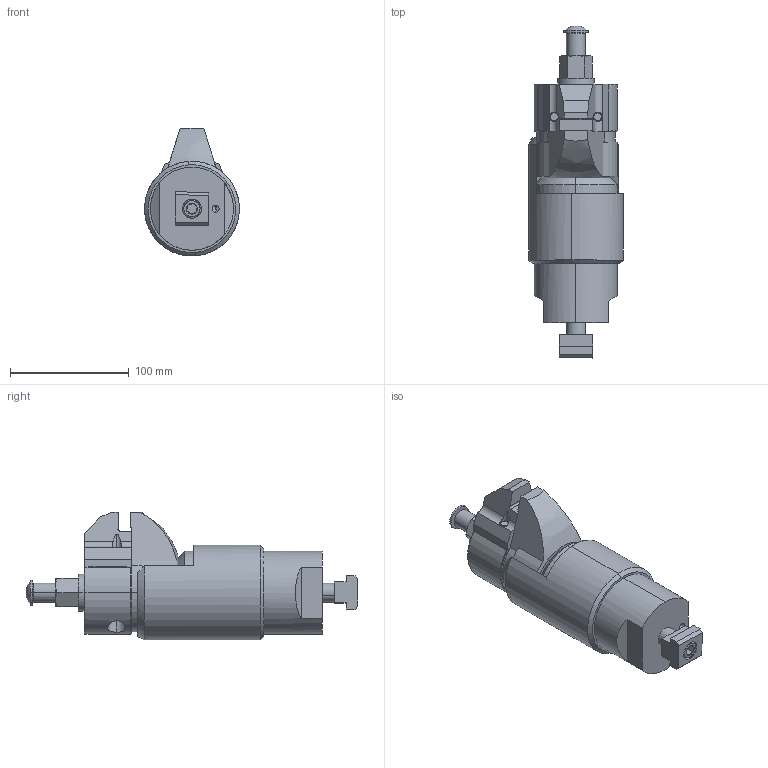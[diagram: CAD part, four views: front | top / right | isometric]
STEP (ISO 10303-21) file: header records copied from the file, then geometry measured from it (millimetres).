
FILE_DESCRIPTION(('STEP AP214'),'1');
FILE_NAME('EH_23320_0016.stp','2018-08-21T08:04:04',('TraceParts'),('TraceParts S.A.'),'Spatial InterOp 3D',' ',' ');
FILE_SCHEMA(('automotive_design'));
Length unit declared in the file: millimetre
Products named in the file (9): EH_23320_0016_1; EH_23320_0016_2; EH_23320_0016_3; EH_23320_0016_4; EH_23320_0016_5; EH_23320_0016_6; EH_23320_0016_7; EH_23320_0016_8; EH_23320_0016_9
Bounding box: 79.84 x 279.93 x 107.86 mm (x, y, z)
Volume: 871863 mm3; surface area: 202582.5 mm2
Topology: 9 solids, 9 shells, 310 faces, 737 edges, 461 vertices
Faces by surface type: plane 117, cylinder 90, cone 90, torus 8, bspline 4, sphere 1
Entity records: 11845 total; most frequent: CARTESIAN_POINT 1897, DIRECTION 1604, ORIENTED_EDGE 1458, EDGE_CURVE 729, AXIS2_PLACEMENT_3D 611, VERTEX_POINT 461, LINE 382, VECTOR 382
